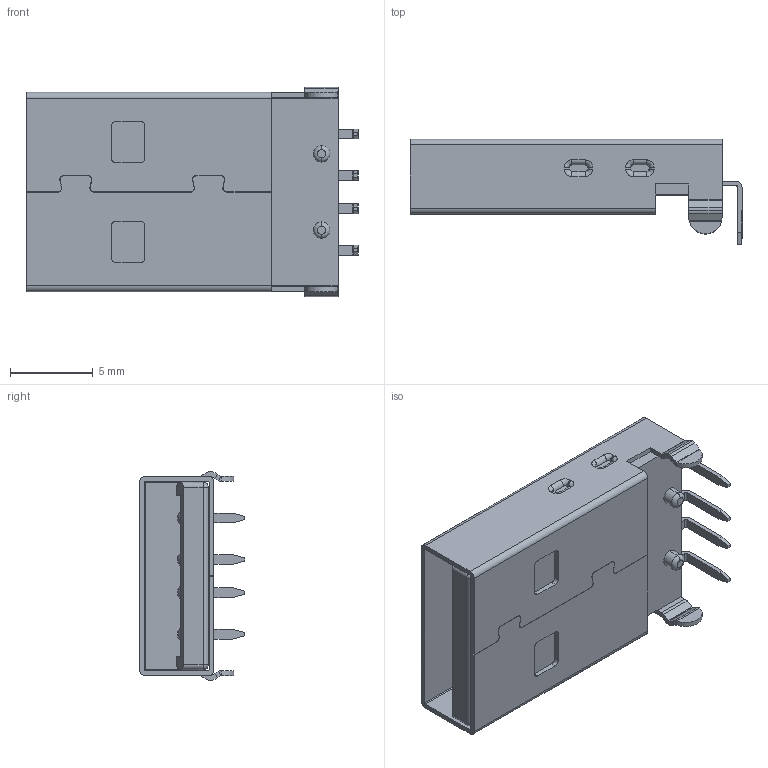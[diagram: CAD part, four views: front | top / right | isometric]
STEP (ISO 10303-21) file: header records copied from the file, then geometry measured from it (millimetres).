
FILE_DESCRIPTION (( 'STEP AP214' ), '1' );
FILE_NAME ('CUI_DEVICES_UP2-AH-1-TH.step', '2019-10-22T13:45:36', ( '' ), ( '' ), 'SwSTEP 2.0', 'SolidWorks 2019', '' );
FILE_SCHEMA (( 'AUTOMOTIVE_DESIGN' ));
Length unit declared in the file: inch
Products named in the file (1): CUI_DEVICES_UP2-AH-1-TH
Bounding box: 20 x 6.35 x 12.6 mm (x, y, z)
Volume: 700.8 mm3; surface area: 1813.9 mm2
Topology: 1 solids, 1 shells, 369 faces, 1034 edges, 665 vertices
Faces by surface type: plane 192, cylinder 121, sphere 26, bspline 16, torus 14
Entity records: 16498 total; most frequent: CARTESIAN_POINT 2532, ORIENTED_EDGE 2034, DIRECTION 1988, EDGE_CURVE 1017, VERTEX_POINT 665, AXIS2_PLACEMENT_3D 664, LINE 660, VECTOR 660
